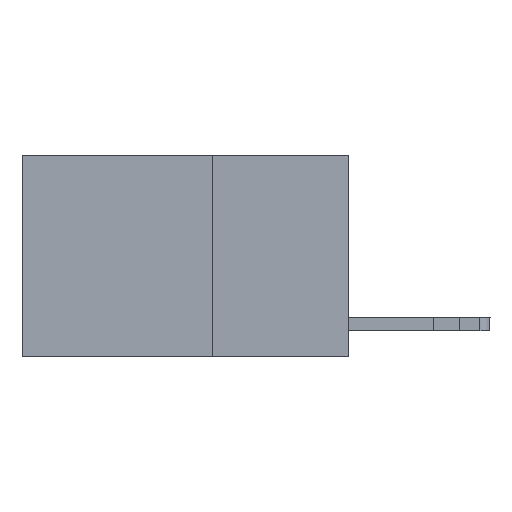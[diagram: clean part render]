
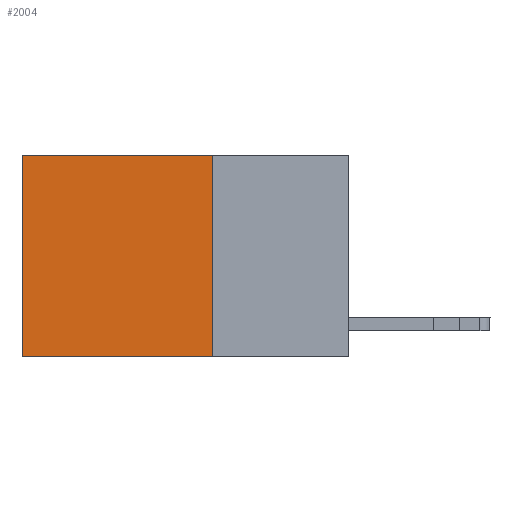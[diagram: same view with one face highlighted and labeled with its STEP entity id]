
A CAD part, left-side view. The second image highlights one B-rep face of the part: STEP entity #2004.
In plain terms, the highlighted planar face has unit normal (-1, 0, 0).
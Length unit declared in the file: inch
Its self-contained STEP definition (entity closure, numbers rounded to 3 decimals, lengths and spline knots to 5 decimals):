
#759 = VERTEX_POINT ( 'NONE', #3557 ) ;
#864 = CARTESIAN_POINT ( 'NONE',  ( 0.2625, 0.25, 0. ) ) ;
#1732 = VERTEX_POINT ( 'NONE', #11778 ) ;
#1835 = FACE_OUTER_BOUND ( 'NONE', #12532, .T. ) ;
#2004 = ADVANCED_FACE ( 'NONE', ( #1835 ), #10694, .F. ) ;
#2283 = VECTOR ( 'NONE', #8793, 39.37008 ) ;
#2457 = DIRECTION ( 'NONE',  ( 1., 0., 0. ) ) ;
#3034 = LINE ( 'NONE', #6930, #2283 ) ;
#3320 = EDGE_CURVE ( 'NONE', #7371, #759, #11101, .T. ) ;
#3394 = CARTESIAN_POINT ( 'NONE',  ( 0.2625, 0.25, 0. ) ) ;
#3443 = EDGE_CURVE ( 'NONE', #3764, #7371, #5595, .T. ) ;
#3471 = CARTESIAN_POINT ( 'NONE',  ( 0.2625, 0.25, 0. ) ) ;
#3557 = CARTESIAN_POINT ( 'NONE',  ( 0.2625, 0.6, -0.37 ) ) ;
#3764 = VERTEX_POINT ( 'NONE', #3471 ) ;
#3867 = EDGE_CURVE ( 'NONE', #3764, #1732, #12269, .T. ) ;
#4224 = ORIENTED_EDGE ( 'NONE', *, *, #7755, .F. ) ;
#4523 = VECTOR ( 'NONE', #11928, 39.37008 ) ;
#5595 = LINE ( 'NONE', #8629, #9511 ) ;
#6213 = CARTESIAN_POINT ( 'NONE',  ( 0.2625, 0.6, 0. ) ) ;
#6764 = VECTOR ( 'NONE', #7280, 39.37008 ) ;
#6930 = CARTESIAN_POINT ( 'NONE',  ( 0.2625, 0.25, -0.37 ) ) ;
#7264 = DIRECTION ( 'NONE',  ( 0., 0., -1. ) ) ;
#7280 = DIRECTION ( 'NONE',  ( 0., 0., -1. ) ) ;
#7371 = VERTEX_POINT ( 'NONE', #6213 ) ;
#7755 = EDGE_CURVE ( 'NONE', #1732, #759, #3034, .T. ) ;
#7796 = AXIS2_PLACEMENT_3D ( 'NONE', #864, #2457, #7264 ) ;
#8629 = CARTESIAN_POINT ( 'NONE',  ( 0.2625, 0.25, 0. ) ) ;
#8793 = DIRECTION ( 'NONE',  ( 0., 1., 0. ) ) ;
#9045 = CARTESIAN_POINT ( 'NONE',  ( 0.2625, 0.6, 0. ) ) ;
#9511 = VECTOR ( 'NONE', #11671, 39.37008 ) ;
#10694 = PLANE ( 'NONE',  #7796 ) ;
#10873 = ORIENTED_EDGE ( 'NONE', *, *, #3443, .T. ) ;
#11101 = LINE ( 'NONE', #9045, #4523 ) ;
#11671 = DIRECTION ( 'NONE',  ( 0., 1., 0. ) ) ;
#11778 = CARTESIAN_POINT ( 'NONE',  ( 0.2625, 0.25, -0.37 ) ) ;
#11911 = ORIENTED_EDGE ( 'NONE', *, *, #3320, .T. ) ;
#11928 = DIRECTION ( 'NONE',  ( 0., 0., -1. ) ) ;
#12269 = LINE ( 'NONE', #3394, #6764 ) ;
#12532 = EDGE_LOOP ( 'NONE', ( #11911, #4224, #12608, #10873 ) ) ;
#12608 = ORIENTED_EDGE ( 'NONE', *, *, #3867, .F. ) ;
